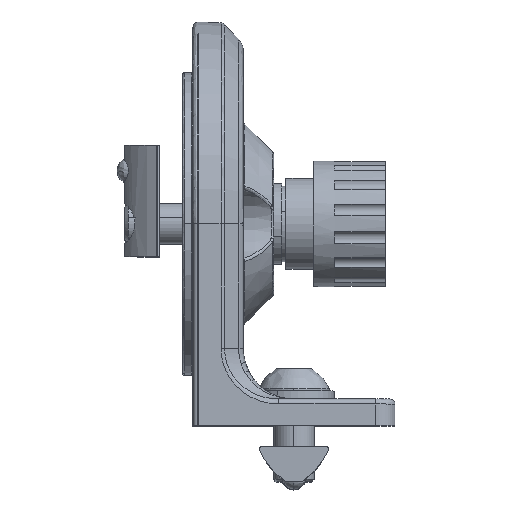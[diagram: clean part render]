
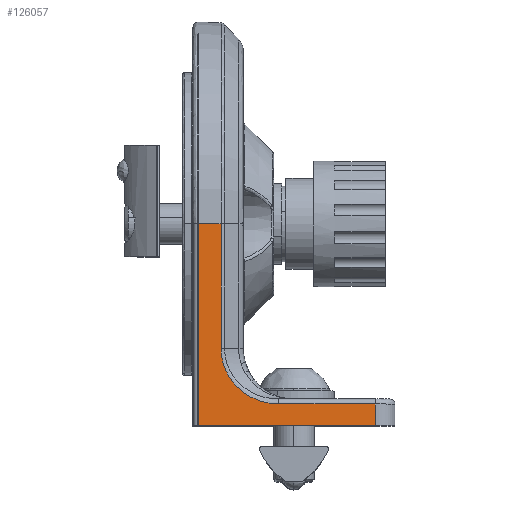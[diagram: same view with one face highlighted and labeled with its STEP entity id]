
A CAD part, top view. The second image highlights one B-rep face of the part: STEP entity #126057.
In plain terms, the highlighted planar face has unit normal (0.035, 0, 0.999).
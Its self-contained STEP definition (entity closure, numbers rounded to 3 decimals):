
#3816 = CARTESIAN_POINT ( 'NONE',  ( -40., 4.3, 40. ) ) ;
#6823 = VERTEX_POINT ( 'NONE', #141312 ) ;
#7528 = CARTESIAN_POINT ( 'NONE',  ( -28.957, 5.895, 39.614 ) ) ;
#8010 = CARTESIAN_POINT ( 'NONE',  ( -33.448, 10.847, 39.771 ) ) ;
#8080 = CARTESIAN_POINT ( 'NONE',  ( -38.965, 0., 39.964 ) ) ;
#10127 = VECTOR ( 'NONE', #85296, 1000. ) ;
#11108 = ORIENTED_EDGE ( 'NONE', *, *, #102957, .T. ) ;
#11989 = DIRECTION ( 'NONE',  ( -0.999, 0., 0.035 ) ) ;
#13753 = PLANE ( 'NONE',  #143298 ) ;
#15092 = FACE_OUTER_BOUND ( 'NONE', #21380, .T. ) ;
#17949 = EDGE_CURVE ( 'NONE', #108374, #6823, #71710, .T. ) ;
#19456 = CARTESIAN_POINT ( 'NONE',  ( -29.888, 6.502, 39.647 ) ) ;
#19974 = CARTESIAN_POINT ( 'NONE',  ( -33.797, 11.694, 39.783 ) ) ;
#21380 = EDGE_LOOP ( 'NONE', ( #114414, #11108, #129319, #66649, #118763, #22087, #83830 ) ) ;
#22087 = ORIENTED_EDGE ( 'NONE', *, *, #90332, .T. ) ;
#31374 = CARTESIAN_POINT ( 'NONE',  ( -30.742, 7.186, 39.677 ) ) ;
#31715 = EDGE_CURVE ( 'NONE', #43411, #149706, #99605, .T. ) ;
#31843 = CARTESIAN_POINT ( 'NONE',  ( -34.113, 12.752, 39.794 ) ) ;
#32213 = CARTESIAN_POINT ( 'NONE',  ( -3.86, 0., 38.738 ) ) ;
#39083 = EDGE_CURVE ( 'NONE', #149706, #102898, #149774, .T. ) ;
#42672 = CARTESIAN_POINT ( 'NONE',  ( -23., 4.3, 39.406 ) ) ;
#43151 = CARTESIAN_POINT ( 'NONE',  ( -31.527, 7.954, 39.704 ) ) ;
#43411 = VERTEX_POINT ( 'NONE', #69356 ) ;
#43651 = CARTESIAN_POINT ( 'NONE',  ( -34.414, 14.569, 39.805 ) ) ;
#53301 = VECTOR ( 'NONE', #70730, 1000. ) ;
#54406 = CARTESIAN_POINT ( 'NONE',  ( -25.924, 4.638, 39.508 ) ) ;
#54898 = CARTESIAN_POINT ( 'NONE',  ( -32.234, 8.802, 39.729 ) ) ;
#60858 = VERTEX_POINT ( 'NONE', #122296 ) ;
#61017 = DIRECTION ( 'NONE',  ( 0.035, 0., 0.999 ) ) ;
#66153 = CARTESIAN_POINT ( 'NONE',  ( -27.653, 5.237, 39.569 ) ) ;
#66643 = CARTESIAN_POINT ( 'NONE',  ( -32.953, 9.873, 39.754 ) ) ;
#66649 = ORIENTED_EDGE ( 'NONE', *, *, #81678, .T. ) ;
#69356 = CARTESIAN_POINT ( 'NONE',  ( -3.86, 4.3, 38.738 ) ) ;
#70730 = DIRECTION ( 'NONE',  ( 0., 1., 0. ) ) ;
#71710 = LINE ( 'NONE', #147658, #129022 ) ;
#72242 = CARTESIAN_POINT ( 'NONE',  ( -23., 4.3, 39.406 ) ) ;
#73074 = CARTESIAN_POINT ( 'NONE',  ( -38.965, 40., 39.964 ) ) ;
#77833 = CARTESIAN_POINT ( 'NONE',  ( -28.64, 5.715, 39.603 ) ) ;
#78327 = CARTESIAN_POINT ( 'NONE',  ( -33.371, 10.683, 39.769 ) ) ;
#80162 = LINE ( 'NONE', #32213, #141028 ) ;
#81678 = EDGE_CURVE ( 'NONE', #113850, #108374, #117547, .T. ) ;
#83830 = ORIENTED_EDGE ( 'NONE', *, *, #31715, .T. ) ;
#85296 = DIRECTION ( 'NONE',  ( -0.999, 0., 0.035 ) ) ;
#85950 = EDGE_CURVE ( 'NONE', #60858, #113850, #145718, .T. ) ;
#86678 = CARTESIAN_POINT ( 'NONE',  ( -38.965, 0., 39.964 ) ) ;
#89387 = CARTESIAN_POINT ( 'NONE',  ( -29.586, 6.291, 39.636 ) ) ;
#89896 = CARTESIAN_POINT ( 'NONE',  ( -33.668, 11.351, 39.779 ) ) ;
#90332 = EDGE_CURVE ( 'NONE', #6823, #43411, #80162, .T. ) ;
#99605 = LINE ( 'NONE', #3816, #10127 ) ;
#100867 = CARTESIAN_POINT ( 'NONE',  ( -30.466, 6.95, 39.667 ) ) ;
#101374 = CARTESIAN_POINT ( 'NONE',  ( -34.019, 12.394, 39.791 ) ) ;
#102898 = VERTEX_POINT ( 'NONE', #115893 ) ;
#102957 = EDGE_CURVE ( 'NONE', #102898, #60858, #114581, .T. ) ;
#108374 = VERTEX_POINT ( 'NONE', #86678 ) ;
#111867 = CARTESIAN_POINT ( 'NONE',  ( -23.734, 4.3, 39.432 ) ) ;
#112367 = CARTESIAN_POINT ( 'NONE',  ( -31.274, 7.689, 39.695 ) ) ;
#112865 = CARTESIAN_POINT ( 'NONE',  ( -34.339, 13.84, 39.802 ) ) ;
#113183 = DIRECTION ( 'NONE',  ( 0., 1., 0. ) ) ;
#113850 = VERTEX_POINT ( 'NONE', #73074 ) ;
#114414 = ORIENTED_EDGE ( 'NONE', *, *, #39083, .T. ) ;
#114581 = LINE ( 'NONE', #127805, #53301 ) ;
#115258 = VECTOR ( 'NONE', #11989, 1000. ) ;
#115893 = CARTESIAN_POINT ( 'NONE',  ( -34.414, 15.3, 39.805 ) ) ;
#117547 = LINE ( 'NONE', #8080, #147955 ) ;
#118763 = ORIENTED_EDGE ( 'NONE', *, *, #17949, .T. ) ;
#122296 = CARTESIAN_POINT ( 'NONE',  ( -34.414, 40., 39.805 ) ) ;
#123358 = CARTESIAN_POINT ( 'NONE',  ( -24.463, 4.367, 39.457 ) ) ;
#123847 = CARTESIAN_POINT ( 'NONE',  ( -32.007, 8.51, 39.721 ) ) ;
#124328 = CARTESIAN_POINT ( 'NONE',  ( -34.414, 15.3, 39.805 ) ) ;
#126057 = ADVANCED_FACE ( 'NONE', ( #15092 ), #13753, .T. ) ;
#127805 = CARTESIAN_POINT ( 'NONE',  ( -34.414, 0., 39.805 ) ) ;
#129022 = VECTOR ( 'NONE', #146698, 1000. ) ;
#129319 = ORIENTED_EDGE ( 'NONE', *, *, #85950, .T. ) ;
#129776 = CARTESIAN_POINT ( 'NONE',  ( -40., 0., 40. ) ) ;
#134856 = CARTESIAN_POINT ( 'NONE',  ( -26.631, 4.839, 39.533 ) ) ;
#134916 = DIRECTION ( 'NONE',  ( 0., -1., 0. ) ) ;
#135355 = CARTESIAN_POINT ( 'NONE',  ( -32.659, 9.407, 39.744 ) ) ;
#141028 = VECTOR ( 'NONE', #113183, 1000. ) ;
#141312 = CARTESIAN_POINT ( 'NONE',  ( -3.86, 0., 38.738 ) ) ;
#141370 = DIRECTION ( 'NONE',  ( 0.999, 0., -0.035 ) ) ;
#143298 = AXIS2_PLACEMENT_3D ( 'NONE', #129776, #61017, #141370 ) ;
#145718 = LINE ( 'NONE', #150194, #115258 ) ;
#146355 = CARTESIAN_POINT ( 'NONE',  ( -27.987, 5.385, 39.58 ) ) ;
#146698 = DIRECTION ( 'NONE',  ( 0.999, 0., -0.035 ) ) ;
#146842 = CARTESIAN_POINT ( 'NONE',  ( -33.209, 10.356, 39.763 ) ) ;
#147658 = CARTESIAN_POINT ( 'NONE',  ( -38.965, 0., 39.964 ) ) ;
#147955 = VECTOR ( 'NONE', #134916, 1000. ) ;
#149706 = VERTEX_POINT ( 'NONE', #72242 ) ;
#149774 = B_SPLINE_CURVE_WITH_KNOTS ( 'NONE', 3,
 ( #42672, #111867, #123358, #54406, #134856, #66153, #146355, #77833, #7528, #89387, #19456, #100867, #31374, #112367, #43151, #123847, #54898, #135355, #66643, #146842, #78327, #8010, #89896, #19974, #101374, #31843, #112865, #43651, #124328 ),
 .UNSPECIFIED., .F., .F.,
 ( 4, 2, 2, 2, 2, 2, 2, 2, 2, 1, 2, 2, 2, 2, 4 ),
 ( 0., 0.125, 0.25, 0.312, 0.375, 0.437, 0.5, 0.562, 0.625, 0.687, 0.719, 0.75, 0.812, 0.875, 1. ),
 .UNSPECIFIED. ) ;
#150194 = CARTESIAN_POINT ( 'NONE',  ( -40., 40., 40. ) ) ;
